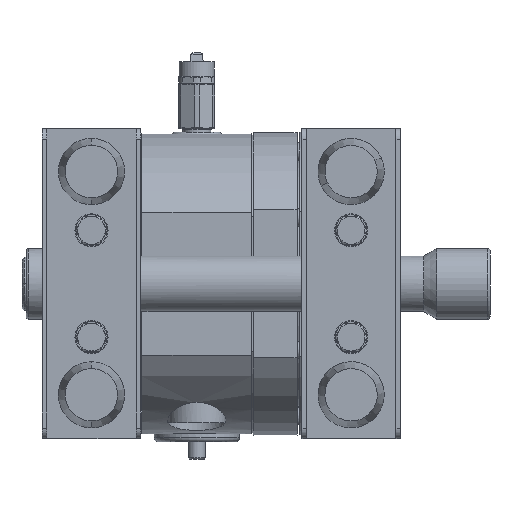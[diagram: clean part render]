
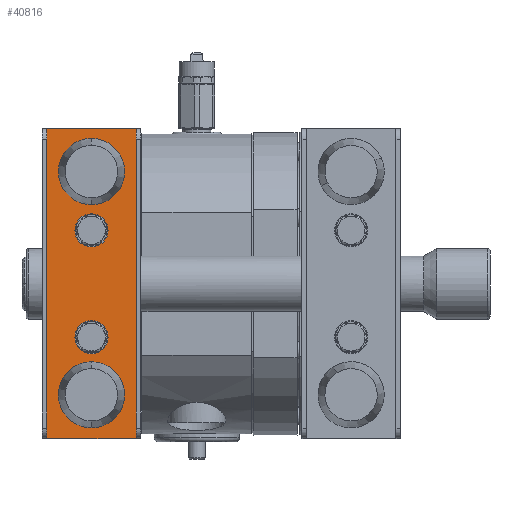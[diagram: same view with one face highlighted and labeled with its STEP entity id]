
A CAD part, front view. The second image highlights one B-rep face of the part: STEP entity #40816.
In plain terms, the highlighted planar face has unit normal (0, -1, 0).
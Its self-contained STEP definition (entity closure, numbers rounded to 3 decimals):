
#15046 = CARTESIAN_POINT ( 'NONE',  ( -23.8, -122., -17.25 ) ) ;
#15047 = DIRECTION ( 'NONE',  ( 0., 0., 1. ) ) ;
#15048 = DIRECTION ( 'NONE',  ( 0., -1., 0. ) ) ;
#15049 = CARTESIAN_POINT ( 'NONE',  ( -23.8, -122., -25. ) ) ;
#15050 = AXIS2_PLACEMENT_3D ( 'NONE', #15049, #15048, #15047 ) ;
#15051 = CIRCLE ( 'NONE', #15050, 7.75 ) ;
#15094 = CARTESIAN_POINT ( 'NONE',  ( -23.8, -122., 68. ) ) ;
#15106 = CARTESIAN_POINT ( 'NONE',  ( -23.8, -122., -32.75 ) ) ;
#15129 = CARTESIAN_POINT ( 'NONE',  ( -23.8, -122., -36.462 ) ) ;
#15130 = DIRECTION ( 'NONE',  ( 0., 0., 1. ) ) ;
#15131 = DIRECTION ( 'NONE',  ( 0., 1., 0. ) ) ;
#15132 = CARTESIAN_POINT ( 'NONE',  ( -23.8, -122., -51.962 ) ) ;
#15133 = AXIS2_PLACEMENT_3D ( 'NONE', #15132, #15131, #15130 ) ;
#15134 = CIRCLE ( 'NONE', #15133, 15.5 ) ;
#15135 = CARTESIAN_POINT ( 'NONE',  ( -23.8, -122., -67.462 ) ) ;
#15164 = DIRECTION ( 'NONE',  ( 0., 0., 1. ) ) ;
#15165 = DIRECTION ( 'NONE',  ( 0., -1., 0. ) ) ;
#15166 = CARTESIAN_POINT ( 'NONE',  ( -23.8, -122., 52.5 ) ) ;
#15167 = AXIS2_PLACEMENT_3D ( 'NONE', #15166, #15165, #15164 ) ;
#15168 = CIRCLE ( 'NONE', #15167, 15.5 ) ;
#15169 = CARTESIAN_POINT ( 'NONE',  ( -23.8, -122., 37. ) ) ;
#15176 = CARTESIAN_POINT ( 'NONE',  ( -23.8, -122., 25. ) ) ;
#15225 = CARTESIAN_POINT ( 'NONE',  ( -23.8, -122., 32.75 ) ) ;
#15226 = CARTESIAN_POINT ( 'NONE',  ( -23.8, -122., 17.25 ) ) ;
#15227 = DIRECTION ( 'NONE',  ( 0., 0., 1. ) ) ;
#15228 = DIRECTION ( 'NONE',  ( 0., -1., 0. ) ) ;
#15229 = AXIS2_PLACEMENT_3D ( 'NONE', #15176, #15228, #15227 ) ;
#15230 = CIRCLE ( 'NONE', #15229, 7.75 ) ;
#24975 = DIRECTION ( 'NONE',  ( 0., 0., 1. ) ) ;
#24980 = DIRECTION ( 'NONE',  ( 0., 1., 0. ) ) ;
#25526 = CARTESIAN_POINT ( 'NONE',  ( -23.8, -122., -51.962 ) ) ;
#25528 = AXIS2_PLACEMENT_3D ( 'NONE', #25526, #24980, #24975 ) ;
#25543 = CIRCLE ( 'NONE', #25528, 15.5 ) ;
#25550 = DIRECTION ( 'NONE',  ( 0., 0., 1. ) ) ;
#25552 = DIRECTION ( 'NONE',  ( 0., -1., 0. ) ) ;
#25554 = AXIS2_PLACEMENT_3D ( 'NONE', #25567, #25552, #25550 ) ;
#25556 = CIRCLE ( 'NONE', #25554, 7.75 ) ;
#25567 = CARTESIAN_POINT ( 'NONE',  ( -23.8, -122., -25. ) ) ;
#25635 = DIRECTION ( 'NONE',  ( 0., 0., 1. ) ) ;
#25637 = DIRECTION ( 'NONE',  ( 0., -1., 0. ) ) ;
#25639 = CARTESIAN_POINT ( 'NONE',  ( -23.8, -122., 25. ) ) ;
#25641 = AXIS2_PLACEMENT_3D ( 'NONE', #25639, #25637, #25635 ) ;
#25651 = CIRCLE ( 'NONE', #25641, 7.75 ) ;
#25843 = DIRECTION ( 'NONE',  ( 0., 0., 1. ) ) ;
#25844 = DIRECTION ( 'NONE',  ( 0., -1., 0. ) ) ;
#25846 = CARTESIAN_POINT ( 'NONE',  ( -23.8, -122., 52.5 ) ) ;
#25847 = AXIS2_PLACEMENT_3D ( 'NONE', #25846, #25844, #25843 ) ;
#25849 = CIRCLE ( 'NONE', #25847, 15.5 ) ;
#30460 = DIRECTION ( 'NONE',  ( 0., 0., 1. ) ) ;
#30462 = DIRECTION ( 'NONE',  ( 0., 1., 0. ) ) ;
#30463 = CARTESIAN_POINT ( 'NONE',  ( -44.8, -122., -72.5 ) ) ;
#30465 = AXIS2_PLACEMENT_3D ( 'NONE', #30463, #30462, #30460 ) ;
#30466 = PLANE ( 'NONE',  #30465 ) ;
#30471 = FACE_BOUND ( 'NONE', #40888, .T. ) ;
#30472 = FACE_OUTER_BOUND ( 'NONE', #40877, .T. ) ;
#30474 = FACE_BOUND ( 'NONE', #40874, .T. ) ;
#30476 = FACE_BOUND ( 'NONE', #40820, .T. ) ;
#30477 = FACE_BOUND ( 'NONE', #40817, .T. ) ;
#30679 = CARTESIAN_POINT ( 'NONE',  ( -2.8, -122., 72.5 ) ) ;
#30682 = CARTESIAN_POINT ( 'NONE',  ( -44.8, -122., 72.5 ) ) ;
#30684 = DIRECTION ( 'NONE',  ( -1., 0., 0. ) ) ;
#30685 = VECTOR ( 'NONE', #30684, 1000. ) ;
#30687 = CARTESIAN_POINT ( 'NONE',  ( -44.8, -122., 72.5 ) ) ;
#30689 = LINE ( 'NONE', #30687, #30685 ) ;
#30728 = DIRECTION ( 'NONE',  ( 0., 0., 1. ) ) ;
#30729 = VECTOR ( 'NONE', #30728, 1000. ) ;
#30732 = CARTESIAN_POINT ( 'NONE',  ( -2.8, -122., -72.5 ) ) ;
#30733 = LINE ( 'NONE', #30732, #30729 ) ;
#30794 = CARTESIAN_POINT ( 'NONE',  ( -2.8, -122., -72.5 ) ) ;
#30796 = DIRECTION ( 'NONE',  ( -1., 0., 0. ) ) ;
#30797 = VECTOR ( 'NONE', #30796, 1000. ) ;
#30799 = CARTESIAN_POINT ( 'NONE',  ( -44.8, -122., -72.5 ) ) ;
#30800 = LINE ( 'NONE', #30799, #30797 ) ;
#30804 = CARTESIAN_POINT ( 'NONE',  ( -44.8, -122., -72.5 ) ) ;
#30806 = DIRECTION ( 'NONE',  ( 0., 0., 1. ) ) ;
#30808 = VECTOR ( 'NONE', #30806, 1000. ) ;
#30810 = CARTESIAN_POINT ( 'NONE',  ( -44.8, -122., -72.5 ) ) ;
#30811 = LINE ( 'NONE', #30810, #30808 ) ;
#34641 = EDGE_CURVE ( 'NONE', #34642, #34644, #15051, .T. ) ;
#34642 = VERTEX_POINT ( 'NONE', #15046 ) ;
#34644 = VERTEX_POINT ( 'NONE', #15106 ) ;
#34661 = VERTEX_POINT ( 'NONE', #15094 ) ;
#34679 = VERTEX_POINT ( 'NONE', #15135 ) ;
#34681 = EDGE_CURVE ( 'NONE', #34682, #34679, #15134, .T. ) ;
#34682 = VERTEX_POINT ( 'NONE', #15129 ) ;
#34699 = VERTEX_POINT ( 'NONE', #15169 ) ;
#34704 = EDGE_CURVE ( 'NONE', #34699, #34661, #15168, .T. ) ;
#34746 = EDGE_CURVE ( 'NONE', #34748, #34750, #15230, .T. ) ;
#34748 = VERTEX_POINT ( 'NONE', #15226 ) ;
#34750 = VERTEX_POINT ( 'NONE', #15225 ) ;
#39826 = EDGE_CURVE ( 'NONE', #34644, #34642, #25556, .T. ) ;
#39835 = EDGE_CURVE ( 'NONE', #34679, #34682, #25543, .T. ) ;
#39844 = EDGE_CURVE ( 'NONE', #34750, #34748, #25651, .T. ) ;
#39896 = EDGE_CURVE ( 'NONE', #34661, #34699, #25849, .T. ) ;
#40816 = ADVANCED_FACE ( 'NONE', ( #30477, #30476, #30474, #30472, #30471 ), #30466, .F. ) ;
#40817 = EDGE_LOOP ( 'NONE', ( #40818, #40819 ) ) ;
#40818 = ORIENTED_EDGE ( 'NONE', *, *, #39896, .F. ) ;
#40819 = ORIENTED_EDGE ( 'NONE', *, *, #34704, .F. ) ;
#40820 = EDGE_LOOP ( 'NONE', ( #40821, #40822 ) ) ;
#40821 = ORIENTED_EDGE ( 'NONE', *, *, #34681, .T. ) ;
#40822 = ORIENTED_EDGE ( 'NONE', *, *, #39835, .T. ) ;
#40861 = ORIENTED_EDGE ( 'NONE', *, *, #40862, .T. ) ;
#40862 = EDGE_CURVE ( 'NONE', #40887, #40880, #30733, .T. ) ;
#40863 = ORIENTED_EDGE ( 'NONE', *, *, #34746, .F. ) ;
#40864 = ORIENTED_EDGE ( 'NONE', *, *, #39844, .F. ) ;
#40874 = EDGE_LOOP ( 'NONE', ( #40875, #40876 ) ) ;
#40875 = ORIENTED_EDGE ( 'NONE', *, *, #34641, .F. ) ;
#40876 = ORIENTED_EDGE ( 'NONE', *, *, #39826, .F. ) ;
#40877 = EDGE_LOOP ( 'NONE', ( #40878, #40882, #40885, #40861 ) ) ;
#40878 = ORIENTED_EDGE ( 'NONE', *, *, #40879, .T. ) ;
#40879 = EDGE_CURVE ( 'NONE', #40880, #40881, #30689, .T. ) ;
#40880 = VERTEX_POINT ( 'NONE', #30679 ) ;
#40881 = VERTEX_POINT ( 'NONE', #30682 ) ;
#40882 = ORIENTED_EDGE ( 'NONE', *, *, #40883, .F. ) ;
#40883 = EDGE_CURVE ( 'NONE', #40884, #40881, #30811, .T. ) ;
#40884 = VERTEX_POINT ( 'NONE', #30804 ) ;
#40885 = ORIENTED_EDGE ( 'NONE', *, *, #40886, .F. ) ;
#40886 = EDGE_CURVE ( 'NONE', #40887, #40884, #30800, .T. ) ;
#40887 = VERTEX_POINT ( 'NONE', #30794 ) ;
#40888 = EDGE_LOOP ( 'NONE', ( #40863, #40864 ) ) ;
